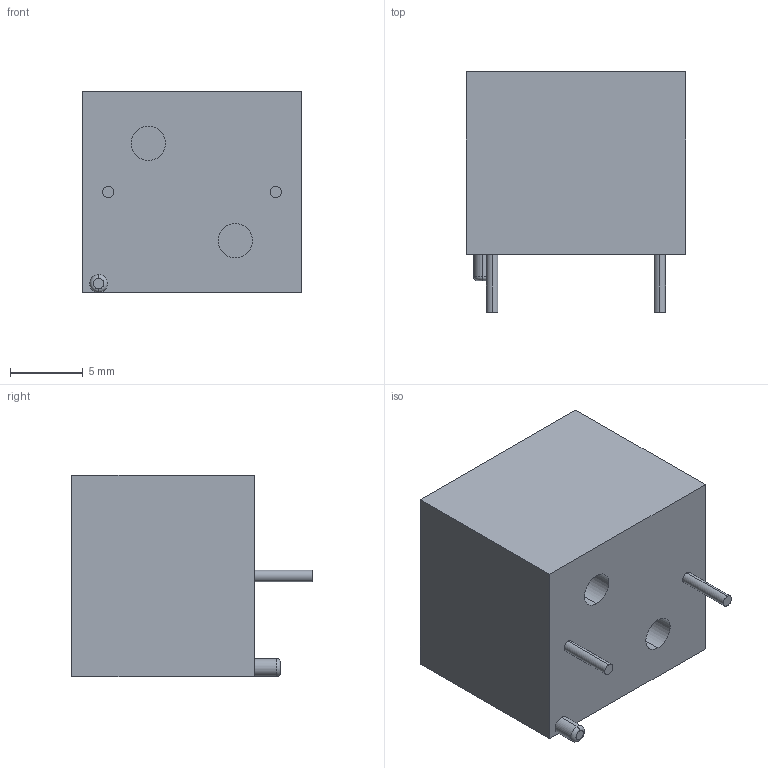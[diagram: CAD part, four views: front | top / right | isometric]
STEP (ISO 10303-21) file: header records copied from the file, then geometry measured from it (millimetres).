
FILE_DESCRIPTION (( 'STEP AP203' ), '1' );
FILE_NAME ('BC1_3N.STEP', '2014-06-16T13:15:19', ( 'Intern' ), ( '' ), 'SwSTEP 2.0', 'SolidWorks 2012', '' );
FILE_SCHEMA (( 'CONFIG_CONTROL_DESIGN' ));
Length unit declared in the file: inch
Products named in the file (1): BC1_3N
Bounding box: 15.11 x 16.54 x 13.84 mm (x, y, z)
Volume: 2591.7 mm3; surface area: 1247.9 mm2
Topology: 1 solids, 1 shells, 23 faces, 46 edges, 30 vertices
Faces by surface type: plane 11, cylinder 10, torus 2
Entity records: 687 total; most frequent: DIRECTION 118, CARTESIAN_POINT 100, ORIENTED_EDGE 92, AXIS2_PLACEMENT_3D 48, EDGE_CURVE 46, VERTEX_POINT 30, EDGE_LOOP 28, CIRCLE 24
